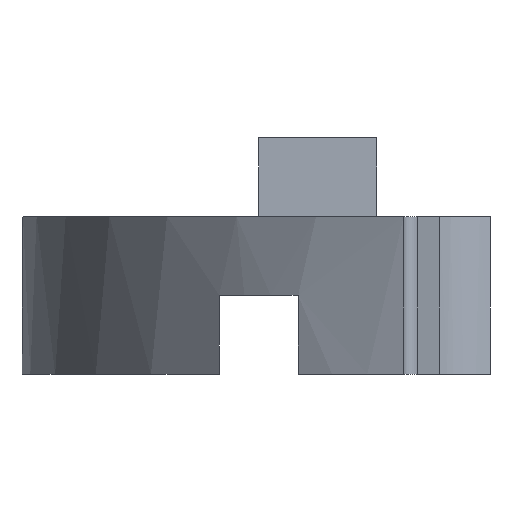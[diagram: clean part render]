
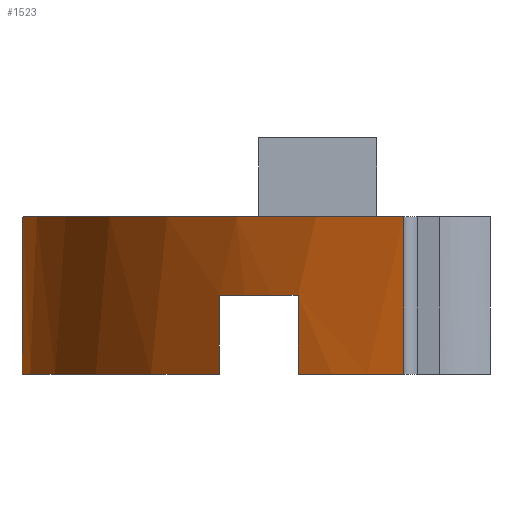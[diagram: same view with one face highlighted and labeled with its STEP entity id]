
A CAD part, left-side view. The second image highlights one B-rep face of the part: STEP entity #1523.
In plain terms, the highlighted cylindrical face has radius 16.5 mm (diameter 33 mm), a partial arc.
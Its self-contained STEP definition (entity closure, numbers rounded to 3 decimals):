
#39=CYLINDRICAL_SURFACE('',#1646,16.5);
#105=CIRCLE('',#1594,16.5);
#106=CIRCLE('',#1595,16.5);
#107=CIRCLE('',#1597,16.5);
#108=CIRCLE('',#1599,16.5);
#125=CIRCLE('',#1616,16.5);
#126=CIRCLE('',#1628,16.5);
#127=CIRCLE('',#1629,16.5);
#160=FACE_OUTER_BOUND('',#243,.T.);
#243=EDGE_LOOP('',(#1193,#1194,#1195,#1196,#1197,#1198,#1199,#1200,#1201,
#1202,#1203,#1204,#1205));
#309=LINE('',#2036,#457);
#311=LINE('',#2040,#459);
#313=LINE('',#2045,#461);
#315=LINE('',#2049,#463);
#391=LINE('',#2807,#539);
#392=LINE('',#2808,#540);
#457=VECTOR('',#1692,11.);
#459=VECTOR('',#1694,11.);
#461=VECTOR('',#1698,11.);
#463=VECTOR('',#1700,11.);
#539=VECTOR('',#1884,11.);
#540=VECTOR('',#1885,11.);
#605=VERTEX_POINT('',#2034);
#606=VERTEX_POINT('',#2035);
#607=VERTEX_POINT('',#2037);
#608=VERTEX_POINT('',#2039);
#609=VERTEX_POINT('',#2043);
#610=VERTEX_POINT('',#2044);
#611=VERTEX_POINT('',#2046);
#612=VERTEX_POINT('',#2048);
#613=VERTEX_POINT('',#2057);
#678=VERTEX_POINT('',#2403);
#691=VERTEX_POINT('',#2441);
#695=VERTEX_POINT('',#2457);
#696=VERTEX_POINT('',#2459);
#761=EDGE_CURVE('',#605,#606,#309,.T.);
#763=EDGE_CURVE('',#608,#607,#311,.T.);
#765=EDGE_CURVE('',#609,#610,#313,.T.);
#767=EDGE_CURVE('',#612,#611,#315,.T.);
#769=EDGE_CURVE('',#610,#605,#105,.T.);
#770=EDGE_CURVE('',#607,#612,#106,.T.);
#771=EDGE_CURVE('',#609,#611,#107,.T.);
#772=EDGE_CURVE('',#608,#613,#108,.T.);
#838=EDGE_CURVE('',#678,#606,#125,.T.);
#863=EDGE_CURVE('',#695,#691,#126,.T.);
#864=EDGE_CURVE('',#691,#696,#127,.T.);
#930=EDGE_CURVE('',#696,#678,#391,.T.);
#931=EDGE_CURVE('',#613,#695,#392,.T.);
#1193=ORIENTED_EDGE('',*,*,#761,.T.);
#1194=ORIENTED_EDGE('',*,*,#838,.F.);
#1195=ORIENTED_EDGE('',*,*,#930,.F.);
#1196=ORIENTED_EDGE('',*,*,#864,.F.);
#1197=ORIENTED_EDGE('',*,*,#863,.F.);
#1198=ORIENTED_EDGE('',*,*,#931,.F.);
#1199=ORIENTED_EDGE('',*,*,#772,.F.);
#1200=ORIENTED_EDGE('',*,*,#763,.T.);
#1201=ORIENTED_EDGE('',*,*,#770,.T.);
#1202=ORIENTED_EDGE('',*,*,#767,.T.);
#1203=ORIENTED_EDGE('',*,*,#771,.F.);
#1204=ORIENTED_EDGE('',*,*,#765,.T.);
#1205=ORIENTED_EDGE('',*,*,#769,.T.);
#1523=ADVANCED_FACE('',(#160),#39,.T.);
#1594=AXIS2_PLACEMENT_3D('',#2052,#1704,#1705);
#1595=AXIS2_PLACEMENT_3D('',#2053,#1706,#1707);
#1597=AXIS2_PLACEMENT_3D('',#2055,#1710,#1711);
#1599=AXIS2_PLACEMENT_3D('',#2058,#1714,#1715);
#1616=AXIS2_PLACEMENT_3D('',#2405,#1773,#1774);
#1628=AXIS2_PLACEMENT_3D('',#2458,#1821,#1822);
#1629=AXIS2_PLACEMENT_3D('',#2460,#1823,#1824);
#1646=AXIS2_PLACEMENT_3D('',#2806,#1882,#1883);
#1692=DIRECTION('',(0.,0.,-1.));
#1694=DIRECTION('',(0.,0.,1.));
#1698=DIRECTION('',(0.,0.,1.));
#1700=DIRECTION('',(0.,0.,-1.));
#1704=DIRECTION('center_axis',(0.,0.,1.));
#1705=DIRECTION('ref_axis',(1.,0.,0.));
#1706=DIRECTION('center_axis',(0.,0.,1.));
#1707=DIRECTION('ref_axis',(1.,0.,0.));
#1710=DIRECTION('center_axis',(0.,0.,-1.));
#1711=DIRECTION('ref_axis',(1.,0.,0.));
#1714=DIRECTION('center_axis',(0.,0.,-1.));
#1715=DIRECTION('ref_axis',(1.,0.,0.));
#1773=DIRECTION('center_axis',(0.,0.,-1.));
#1774=DIRECTION('ref_axis',(1.,0.,0.));
#1821=DIRECTION('center_axis',(0.,0.,1.));
#1822=DIRECTION('ref_axis',(1.,0.,0.));
#1823=DIRECTION('center_axis',(0.,0.,1.));
#1824=DIRECTION('ref_axis',(1.,0.,0.));
#1882=DIRECTION('center_axis',(0.,0.,1.));
#1883=DIRECTION('ref_axis',(1.,0.,0.));
#1884=DIRECTION('',(0.,0.,-1.));
#1885=DIRECTION('',(0.,0.,1.));
#2034=CARTESIAN_POINT('',(170.144,8.905,1.8));
#2035=CARTESIAN_POINT('',(170.144,8.905,-0.4));
#2036=CARTESIAN_POINT('',(170.144,8.905,-0.4));
#2037=CARTESIAN_POINT('',(198.059,8.905,1.8));
#2039=CARTESIAN_POINT('',(198.059,8.905,-0.4));
#2040=CARTESIAN_POINT('',(198.059,8.905,-0.4));
#2043=CARTESIAN_POINT('',(171.803,11.105,-0.4));
#2044=CARTESIAN_POINT('',(171.803,11.105,1.8));
#2045=CARTESIAN_POINT('',(171.803,11.105,-0.4));
#2046=CARTESIAN_POINT('',(196.4,11.105,-0.4));
#2048=CARTESIAN_POINT('',(196.4,11.105,1.8));
#2049=CARTESIAN_POINT('',(196.4,11.105,-0.4));
#2052=CARTESIAN_POINT('Origin',(184.102,0.105,1.8));
#2053=CARTESIAN_POINT('Origin',(184.102,0.105,1.8));
#2055=CARTESIAN_POINT('Origin',(184.102,0.105,-0.4));
#2057=CARTESIAN_POINT('',(199.129,6.919,-0.4));
#2058=CARTESIAN_POINT('Origin',(184.102,0.105,-0.4));
#2403=CARTESIAN_POINT('',(168.676,5.961,-0.4));
#2405=CARTESIAN_POINT('Origin',(184.102,0.105,-0.4));
#2441=CARTESIAN_POINT('',(197.302,10.005,4.));
#2457=CARTESIAN_POINT('',(199.129,6.919,4.));
#2458=CARTESIAN_POINT('Origin',(184.102,0.105,4.));
#2459=CARTESIAN_POINT('',(168.676,5.961,4.));
#2460=CARTESIAN_POINT('Origin',(184.102,0.105,4.));
#2806=CARTESIAN_POINT('Origin',(184.102,0.105,-0.4));
#2807=CARTESIAN_POINT('',(168.676,5.961,-0.4));
#2808=CARTESIAN_POINT('',(199.129,6.919,-0.4));
